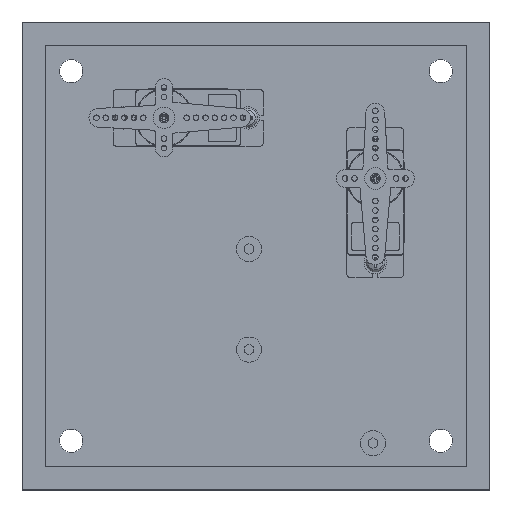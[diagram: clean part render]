
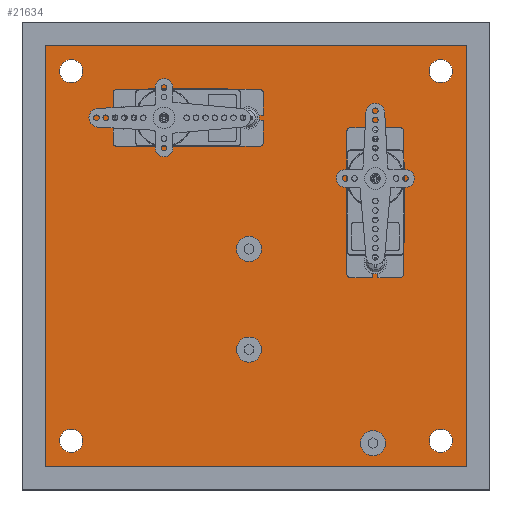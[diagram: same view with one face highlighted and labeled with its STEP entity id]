
A CAD part, top view. The second image highlights one B-rep face of the part: STEP entity #21634.
In plain terms, the highlighted planar face has unit normal (0, 0, 1).
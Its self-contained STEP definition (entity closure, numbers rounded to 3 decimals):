
#983=FACE_BOUND('',#3803,.T.);
#984=FACE_BOUND('',#3804,.T.);
#985=FACE_BOUND('',#3805,.T.);
#986=FACE_BOUND('',#3806,.T.);
#987=FACE_BOUND('',#3807,.T.);
#988=FACE_BOUND('',#3808,.T.);
#989=FACE_BOUND('',#3809,.T.);
#1652=PLANE('',#23422);
#2648=FACE_OUTER_BOUND('',#3802,.T.);
#3802=EDGE_LOOP('',(#20352,#20353,#20354,#20355));
#3803=EDGE_LOOP('',(#20356));
#3804=EDGE_LOOP('',(#20357));
#3805=EDGE_LOOP('',(#20358));
#3806=EDGE_LOOP('',(#20359));
#3807=EDGE_LOOP('',(#20360));
#3808=EDGE_LOOP('',(#20361));
#3809=EDGE_LOOP('',(#20362));
#5691=LINE('',#43259,#7580);
#5694=LINE('',#43265,#7583);
#5697=LINE('',#43271,#7586);
#5700=LINE('',#43275,#7589);
#7580=VECTOR('',#28717,10.);
#7583=VECTOR('',#28722,10.);
#7586=VECTOR('',#28727,10.);
#7589=VECTOR('',#28732,10.);
#8303=CIRCLE('',#23398,1.5);
#8305=CIRCLE('',#23401,1.5);
#8307=CIRCLE('',#23404,1.5);
#8309=CIRCLE('',#23407,2.5);
#8311=CIRCLE('',#23410,2.5);
#8313=CIRCLE('',#23413,2.5);
#8315=CIRCLE('',#23416,2.5);
#10678=VERTEX_POINT('',#43211);
#10680=VERTEX_POINT('',#43217);
#10682=VERTEX_POINT('',#43223);
#10684=VERTEX_POINT('',#43229);
#10686=VERTEX_POINT('',#43235);
#10688=VERTEX_POINT('',#43241);
#10690=VERTEX_POINT('',#43247);
#10694=VERTEX_POINT('',#43256);
#10695=VERTEX_POINT('',#43258);
#10697=VERTEX_POINT('',#43264);
#10699=VERTEX_POINT('',#43270);
#13893=EDGE_CURVE('',#10678,#10678,#8303,.T.);
#13896=EDGE_CURVE('',#10680,#10680,#8305,.T.);
#13899=EDGE_CURVE('',#10682,#10682,#8307,.T.);
#13902=EDGE_CURVE('',#10684,#10684,#8309,.T.);
#13905=EDGE_CURVE('',#10686,#10686,#8311,.T.);
#13908=EDGE_CURVE('',#10688,#10688,#8313,.T.);
#13911=EDGE_CURVE('',#10690,#10690,#8315,.T.);
#13916=EDGE_CURVE('',#10695,#10694,#5691,.T.);
#13919=EDGE_CURVE('',#10697,#10695,#5694,.T.);
#13922=EDGE_CURVE('',#10699,#10697,#5697,.T.);
#13925=EDGE_CURVE('',#10694,#10699,#5700,.T.);
#20352=ORIENTED_EDGE('',*,*,#13925,.T.);
#20353=ORIENTED_EDGE('',*,*,#13922,.T.);
#20354=ORIENTED_EDGE('',*,*,#13919,.T.);
#20355=ORIENTED_EDGE('',*,*,#13916,.T.);
#20356=ORIENTED_EDGE('',*,*,#13893,.T.);
#20357=ORIENTED_EDGE('',*,*,#13896,.T.);
#20358=ORIENTED_EDGE('',*,*,#13899,.T.);
#20359=ORIENTED_EDGE('',*,*,#13902,.T.);
#20360=ORIENTED_EDGE('',*,*,#13905,.T.);
#20361=ORIENTED_EDGE('',*,*,#13908,.T.);
#20362=ORIENTED_EDGE('',*,*,#13911,.T.);
#21634=ADVANCED_FACE('',(#2648,#983,#984,#985,#986,#987,#988,#989),#1652,
 .T.);
#23398=AXIS2_PLACEMENT_3D('',#43212,#28666,#28667);
#23401=AXIS2_PLACEMENT_3D('',#43218,#28673,#28674);
#23404=AXIS2_PLACEMENT_3D('',#43224,#28680,#28681);
#23407=AXIS2_PLACEMENT_3D('',#43230,#28687,#28688);
#23410=AXIS2_PLACEMENT_3D('',#43236,#28694,#28695);
#23413=AXIS2_PLACEMENT_3D('',#43242,#28701,#28702);
#23416=AXIS2_PLACEMENT_3D('',#43248,#28708,#28709);
#23422=AXIS2_PLACEMENT_3D('',#43276,#28733,#28734);
#28666=DIRECTION('center_axis',(0.,0.,-1.));
#28667=DIRECTION('ref_axis',(1.,0.,0.));
#28673=DIRECTION('center_axis',(0.,0.,-1.));
#28674=DIRECTION('ref_axis',(1.,0.,0.));
#28680=DIRECTION('center_axis',(0.,0.,-1.));
#28681=DIRECTION('ref_axis',(1.,0.,0.));
#28687=DIRECTION('center_axis',(0.,0.,-1.));
#28688=DIRECTION('ref_axis',(1.,0.,0.));
#28694=DIRECTION('center_axis',(0.,0.,-1.));
#28695=DIRECTION('ref_axis',(1.,0.,0.));
#28701=DIRECTION('center_axis',(0.,0.,-1.));
#28702=DIRECTION('ref_axis',(1.,0.,0.));
#28708=DIRECTION('center_axis',(0.,0.,-1.));
#28709=DIRECTION('ref_axis',(1.,0.,0.));
#28717=DIRECTION('',(-1.,0.,0.));
#28722=DIRECTION('',(0.,1.,0.));
#28727=DIRECTION('',(1.,0.,0.));
#28732=DIRECTION('',(0.,-1.,0.));
#28733=DIRECTION('center_axis',(0.,0.,1.));
#28734=DIRECTION('ref_axis',(1.,0.,0.));
#43211=CARTESIAN_POINT('',(73.5,10.,0.6));
#43212=CARTESIAN_POINT('Origin',(75.,10.,0.6));
#43217=CARTESIAN_POINT('',(47.,30.,0.6));
#43218=CARTESIAN_POINT('Origin',(48.5,30.,0.6));
#43223=CARTESIAN_POINT('',(47.,51.5,0.6));
#43224=CARTESIAN_POINT('Origin',(48.5,51.5,0.6));
#43229=CARTESIAN_POINT('',(87.,89.5,0.6));
#43230=CARTESIAN_POINT('Origin',(89.5,89.5,0.6));
#43235=CARTESIAN_POINT('',(87.,10.5,0.6));
#43236=CARTESIAN_POINT('Origin',(89.5,10.5,0.6));
#43241=CARTESIAN_POINT('',(8.,89.5,0.6));
#43242=CARTESIAN_POINT('Origin',(10.5,89.5,0.6));
#43247=CARTESIAN_POINT('',(8.,10.5,0.6));
#43248=CARTESIAN_POINT('Origin',(10.5,10.5,0.6));
#43256=CARTESIAN_POINT('',(5.,95.,0.6));
#43258=CARTESIAN_POINT('',(95.,95.,0.6));
#43259=CARTESIAN_POINT('',(95.,95.,0.6));
#43264=CARTESIAN_POINT('',(95.,5.,0.6));
#43265=CARTESIAN_POINT('',(95.,5.,0.6));
#43270=CARTESIAN_POINT('',(5.,5.,0.6));
#43271=CARTESIAN_POINT('',(5.,5.,0.6));
#43275=CARTESIAN_POINT('',(5.,95.,0.6));
#43276=CARTESIAN_POINT('Origin',(50.,50.,0.6));
